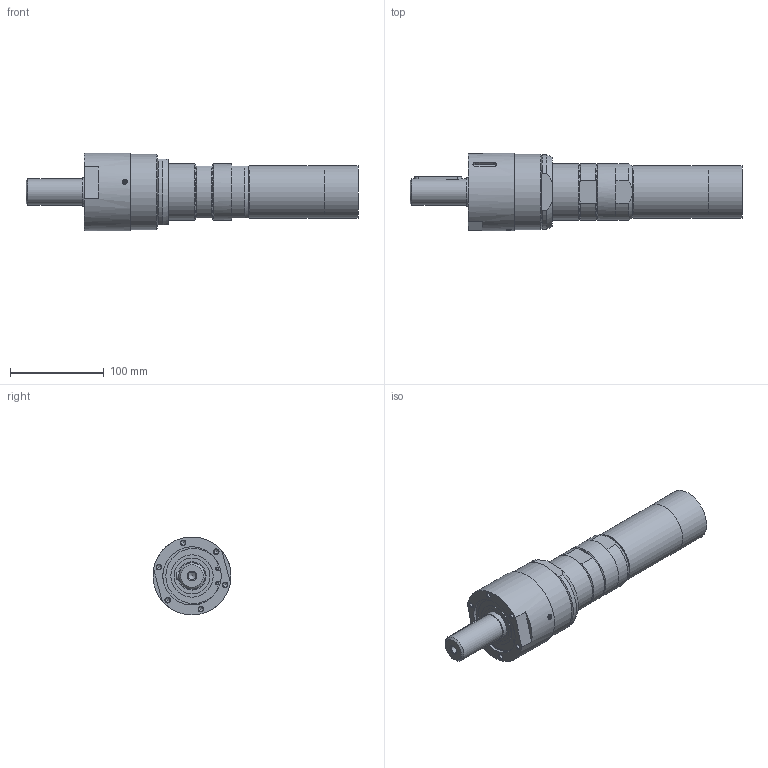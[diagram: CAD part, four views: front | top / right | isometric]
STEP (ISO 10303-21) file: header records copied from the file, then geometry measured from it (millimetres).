
FILE_DESCRIPTION((''),'2;1');
FILE_NAME('MRD 55-16_60010015.stp','2011-07-05T11:23:47',('rmorof'),(''),'Autodesk Inventor 2008','Autodesk Inventor 2008','');
FILE_SCHEMA(('CONFIG_CONTROL_DESIGN'));
Length unit declared in the file: millimetre
Products named in the file (1): MRD 55-16_60010015
Bounding box: 353.2 x 82.95 x 82.92 mm (x, y, z)
Volume: 1007483 mm3; surface area: 83224.5 mm2
Topology: 1 solids, 6 shells, 155 faces, 336 edges, 218 vertices
Faces by surface type: plane 65, cylinder 41, cone 24, bspline 19, sphere 4, torus 2
Full cylindrical faces by diameter (mm): 1.55 x4, 3.6 x2, 4 x2, 5 x2, 5.5 x2, 28 x1, 30 x1, 38 x1, 45 x1, 53.271 x1, 56 x2, 60 x2, 62 x1, 75.239 x1, 80 x1, 83 x1
Entity records: 4437 total; most frequent: CARTESIAN_POINT 1319, DIRECTION 614, ORIENTED_EDGE 486, AXIS2_PLACEMENT_3D 268, EDGE_LOOP 244, EDGE_CURVE 243, VERTEX_POINT 185, FACE_OUTER_BOUND 155
